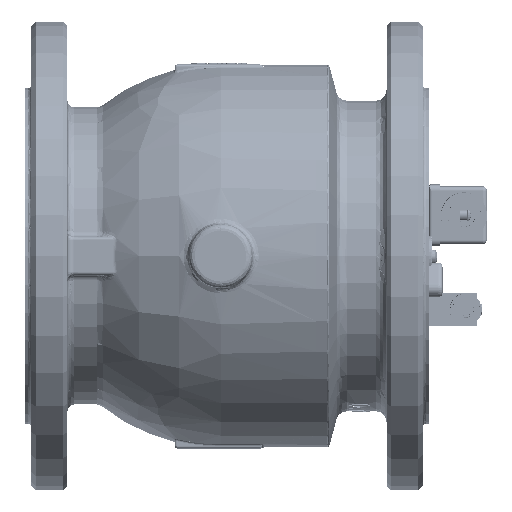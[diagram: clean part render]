
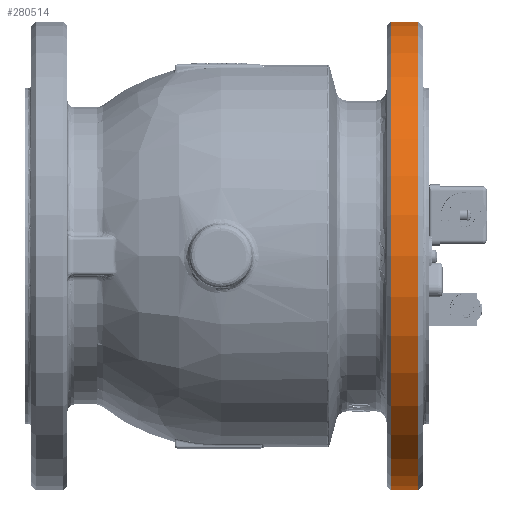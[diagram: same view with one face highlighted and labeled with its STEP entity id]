
A CAD part, front view. The second image highlights one B-rep face of the part: STEP entity #280514.
In plain terms, the highlighted cylindrical face has radius 110 mm (diameter 220 mm), a partial arc.
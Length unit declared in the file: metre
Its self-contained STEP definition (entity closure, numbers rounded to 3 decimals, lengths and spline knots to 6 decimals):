
#15333 = CIRCLE ( 'NONE', #177487, 0.11 ) ;
#22208 = ORIENTED_EDGE ( 'NONE', *, *, #187875, .T. ) ;
#43303 = ORIENTED_EDGE ( 'NONE', *, *, #45418, .T. ) ;
#45418 = EDGE_CURVE ( 'NONE', #85856, #117826, #218262, .T. ) ;
#51033 = DIRECTION ( 'NONE',  ( 0., 0., -1. ) ) ;
#51885 = LINE ( 'NONE', #296406, #79093 ) ;
#66849 = DIRECTION ( 'NONE',  ( 1., 0., 0. ) ) ;
#70122 = AXIS2_PLACEMENT_3D ( 'NONE', #263988, #214606, #51033 ) ;
#79093 = VECTOR ( 'NONE', #197811, 1. ) ;
#85856 = VERTEX_POINT ( 'NONE', #104715 ) ;
#91975 = CARTESIAN_POINT ( 'NONE',  ( 0.025773, 0.001112, 0.3635 ) ) ;
#104715 = CARTESIAN_POINT ( 'NONE',  ( 0.038773, 0.001112, 0.3635 ) ) ;
#108720 = ORIENTED_EDGE ( 'NONE', *, *, #190169, .T. ) ;
#112784 = DIRECTION ( 'NONE',  ( 0., 0., -1. ) ) ;
#115755 = DIRECTION ( 'NONE',  ( 0., 0., -1. ) ) ;
#115907 = CARTESIAN_POINT ( 'NONE',  ( 0.032273, 0.001112, 0.2535 ) ) ;
#117826 = VERTEX_POINT ( 'NONE', #91975 ) ;
#156138 = VERTEX_POINT ( 'NONE', #225253 ) ;
#164278 = VECTOR ( 'NONE', #216670, 1. ) ;
#177487 = AXIS2_PLACEMENT_3D ( 'NONE', #215817, #260472, #115755 ) ;
#185842 = EDGE_CURVE ( 'NONE', #156138, #303881, #51885, .T. ) ;
#187875 = EDGE_CURVE ( 'NONE', #303881, #85856, #278080, .T. ) ;
#190169 = EDGE_CURVE ( 'NONE', #117826, #156138, #15333, .T. ) ;
#190552 = CYLINDRICAL_SURFACE ( 'NONE', #307268, 0.11 ) ;
#194412 = CARTESIAN_POINT ( 'NONE',  ( 0.032273, 0.001112, 0.3635 ) ) ;
#196712 = ORIENTED_EDGE ( 'NONE', *, *, #185842, .T. ) ;
#197595 = EDGE_LOOP ( 'NONE', ( #43303, #108720, #196712, #22208 ) ) ;
#197811 = DIRECTION ( 'NONE',  ( 1., 0., 0. ) ) ;
#214606 = DIRECTION ( 'NONE',  ( -1., 0., 0. ) ) ;
#215817 = CARTESIAN_POINT ( 'NONE',  ( 0.025773, 0.001112, 0.2535 ) ) ;
#216670 = DIRECTION ( 'NONE',  ( -1., 0., 0. ) ) ;
#218262 = LINE ( 'NONE', #194412, #164278 ) ;
#225253 = CARTESIAN_POINT ( 'NONE',  ( 0.025773, 0.001112, 0.1435 ) ) ;
#260472 = DIRECTION ( 'NONE',  ( 1., 0., 0. ) ) ;
#263988 = CARTESIAN_POINT ( 'NONE',  ( 0.038773, 0.001112, 0.2535 ) ) ;
#278080 = CIRCLE ( 'NONE', #70122, 0.11 ) ;
#280514 = ADVANCED_FACE ( 'NONE', ( #306530 ), #190552, .T. ) ;
#296406 = CARTESIAN_POINT ( 'NONE',  ( 0.032273, 0.001112, 0.1435 ) ) ;
#303881 = VERTEX_POINT ( 'NONE', #312949 ) ;
#306530 = FACE_OUTER_BOUND ( 'NONE', #197595, .T. ) ;
#307268 = AXIS2_PLACEMENT_3D ( 'NONE', #115907, #66849, #112784 ) ;
#312949 = CARTESIAN_POINT ( 'NONE',  ( 0.038773, 0.001112, 0.1435 ) ) ;
